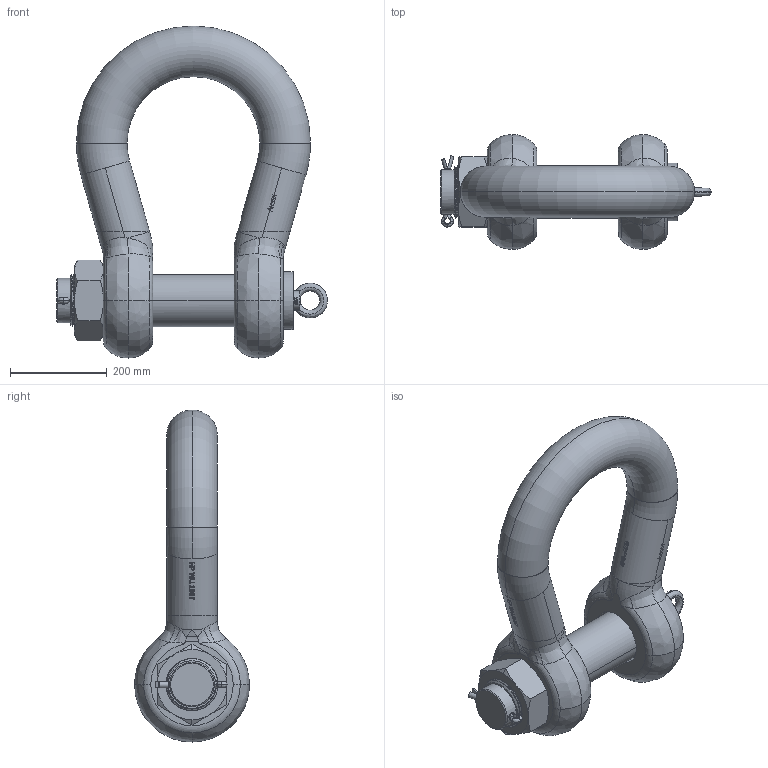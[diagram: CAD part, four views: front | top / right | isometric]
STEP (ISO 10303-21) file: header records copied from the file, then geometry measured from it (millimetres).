
FILE_DESCRIPTION(('.'),'2;1');
FILE_NAME('HDPOHM0150.step','.',('.'),('.'),'.','STEP AP214','.');
FILE_SCHEMA(('AUTOMOTIVE_DESIGN { 1 0 10303 214 1 1 1 1 }'));
Length unit declared in the file: millimetre
Products named in the file (6): HDPOHM0150; HDPOHM0150_1; HDPOHM0150_2; DIN 580 M20 x 30; HDPOHM0150_3; HDPOHM0150_4
Assembly tree (5 placements, depth 2):
  HDPOHM0150
    HDPOHM0150_1
    HDPOHM0150_2
    DIN 580 M20 x 30
    HDPOHM0150_3
    HDPOHM0150_4
Bounding box: 561 x 238 x 688 mm (x, y, z)
Volume: 19896398 mm3; surface area: 944636.6 mm2
Topology: 5 solids, 5 shells, 1231 faces, 4788 edges, 3616 vertices
Faces by surface type: bspline 438, plane 420, cylinder 311, torus 36, cone 26
Entity records: 88595 total; most frequent: CARTESIAN_POINT 51148, ORIENTED_EDGE 9568, EDGE_CURVE 4784, VERTEX_POINT 3616, B_SPLINE_CURVE_WITH_KNOTS 3451, DIRECTION 2502, EDGE_LOOP 1294, ADVANCED_FACE 1231
